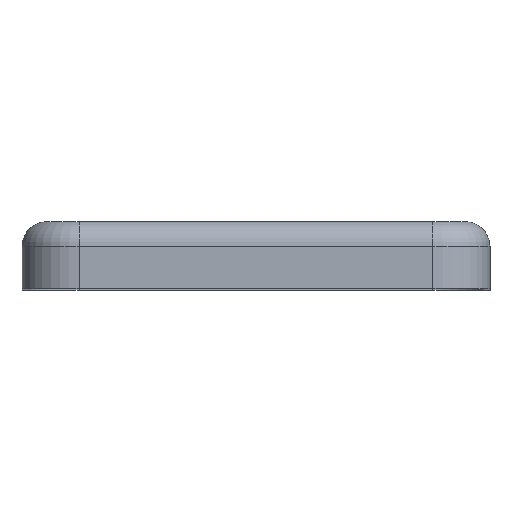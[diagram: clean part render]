
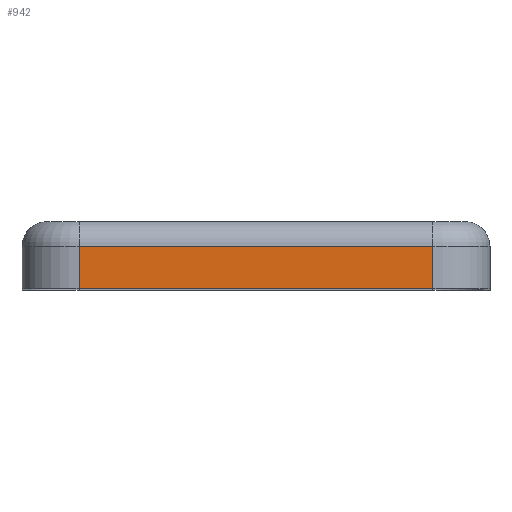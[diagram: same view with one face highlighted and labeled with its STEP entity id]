
A CAD part, top view. The second image highlights one B-rep face of the part: STEP entity #942.
In plain terms, the highlighted planar face has unit normal (0, 0, 1).
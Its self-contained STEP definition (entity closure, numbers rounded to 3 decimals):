
#47 = ORIENTED_EDGE ( 'NONE', *, *, #2044, .T. ) ;
#61 = FACE_OUTER_BOUND ( 'NONE', #1452, .T. ) ;
#264 = VECTOR ( 'NONE', #2165, 1000. ) ;
#335 = ORIENTED_EDGE ( 'NONE', *, *, #1354, .F. ) ;
#380 = VERTEX_POINT ( 'NONE', #1462 ) ;
#591 = VERTEX_POINT ( 'NONE', #1919 ) ;
#623 = DIRECTION ( 'NONE',  ( 0., -1., 0. ) ) ;
#942 = ADVANCED_FACE ( 'NONE', ( #61 ), #1906, .T. ) ;
#1031 = CARTESIAN_POINT ( 'NONE',  ( 9.25, -3.2, 27.5 ) ) ;
#1158 = DIRECTION ( 'NONE',  ( 0., -1., 0. ) ) ;
#1196 = ORIENTED_EDGE ( 'NONE', *, *, #1950, .T. ) ;
#1232 = VECTOR ( 'NONE', #1632, 1000. ) ;
#1245 = DIRECTION ( 'NONE',  ( -1., 0., 0. ) ) ;
#1354 = EDGE_CURVE ( 'NONE', #2005, #380, #1815, .T. ) ;
#1382 = AXIS2_PLACEMENT_3D ( 'NONE', #2166, #2374, #1245 ) ;
#1406 = CARTESIAN_POINT ( 'NONE',  ( 9.25, -1., 27.5 ) ) ;
#1452 = EDGE_LOOP ( 'NONE', ( #335, #1514, #1196, #47 ) ) ;
#1462 = CARTESIAN_POINT ( 'NONE',  ( -9.25, -3.2, 27.5 ) ) ;
#1514 = ORIENTED_EDGE ( 'NONE', *, *, #2570, .F. ) ;
#1569 = LINE ( 'NONE', #2545, #264 ) ;
#1603 = CARTESIAN_POINT ( 'NONE',  ( -9.25, 0.3, 27.5 ) ) ;
#1632 = DIRECTION ( 'NONE',  ( -1., 0., 0. ) ) ;
#1646 = VERTEX_POINT ( 'NONE', #1406 ) ;
#1659 = LINE ( 'NONE', #2386, #2046 ) ;
#1815 = LINE ( 'NONE', #1031, #1232 ) ;
#1884 = LINE ( 'NONE', #1603, #2383 ) ;
#1906 = PLANE ( 'NONE',  #1382 ) ;
#1919 = CARTESIAN_POINT ( 'NONE',  ( -9.25, -1., 27.5 ) ) ;
#1950 = EDGE_CURVE ( 'NONE', #1646, #591, #1569, .T. ) ;
#2005 = VERTEX_POINT ( 'NONE', #2560 ) ;
#2044 = EDGE_CURVE ( 'NONE', #591, #380, #1884, .T. ) ;
#2046 = VECTOR ( 'NONE', #1158, 1000. ) ;
#2165 = DIRECTION ( 'NONE',  ( -1., 0., 0. ) ) ;
#2166 = CARTESIAN_POINT ( 'NONE',  ( 9.25, 0.3, 27.5 ) ) ;
#2374 = DIRECTION ( 'NONE',  ( 0., 0., 1. ) ) ;
#2383 = VECTOR ( 'NONE', #623, 1000. ) ;
#2386 = CARTESIAN_POINT ( 'NONE',  ( 9.25, 0.3, 27.5 ) ) ;
#2545 = CARTESIAN_POINT ( 'NONE',  ( 9.25, -1., 27.5 ) ) ;
#2560 = CARTESIAN_POINT ( 'NONE',  ( 9.25, -3.2, 27.5 ) ) ;
#2570 = EDGE_CURVE ( 'NONE', #1646, #2005, #1659, .T. ) ;
